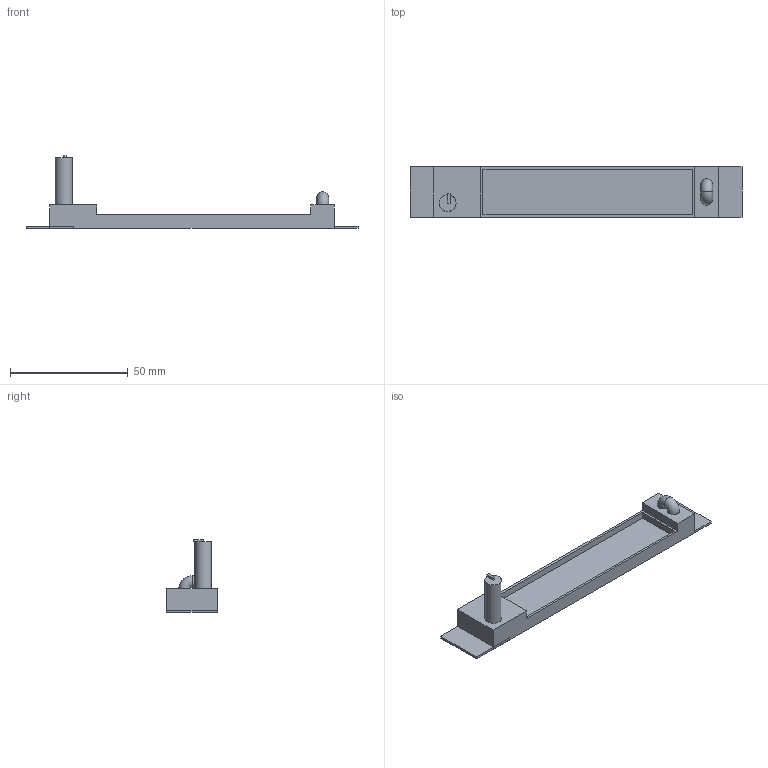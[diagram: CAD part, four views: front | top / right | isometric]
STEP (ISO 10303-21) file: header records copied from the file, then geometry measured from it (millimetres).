
FILE_DESCRIPTION(('Open CASCADE Model'),'2;1');
FILE_NAME('Open CASCADE Shape Model','2024-12-23T12:37:30',('Author'),( 'Open CASCADE'),'Open CASCADE STEP processor 7.7','Open CASCADE 7.7' ,'Unknown');
FILE_SCHEMA(('AUTOMOTIVE_DESIGN { 1 0 10303 214 1 1 1 1 }'));
Length unit declared in the file: millimetre
Products named in the file (6): Open CASCADE STEP translator 7.7 1; Open CASCADE STEP translator 7.7 1.1; Open CASCADE STEP translator 7.7 1.2; Open CASCADE STEP translator 7.7 1.3; Open CASCADE STEP translator 7.7 1.4; Open CASCADE STEP translator 7.7 1.5
Assembly tree (5 placements, depth 2):
  Open CASCADE STEP translator 7.7 1
    Open CASCADE STEP translator 7.7 1.1
    Open CASCADE STEP translator 7.7 1.2
    Open CASCADE STEP translator 7.7 1.3
    Open CASCADE STEP translator 7.7 1.4
    Open CASCADE STEP translator 7.7 1.5
Bounding box: 141 x 21.5 x 31 mm (x, y, z)
Volume: 14612.8 mm3; surface area: 10535.1 mm2
Topology: 5 solids, 5 shells, 43 faces, 90 edges, 59 vertices
Faces by surface type: plane 38, torus 4, cylinder 1
Full cylindrical faces by diameter (mm): 7.1 x1
Entity records: 2401 total; most frequent: DIRECTION 383, CARTESIAN_POINT 378, LINE 245, VECTOR 245, ORIENTED_EDGE 180, PCURVE 180, DEFINITIONAL_REPRESENTATION 180, EDGE_CURVE 90
